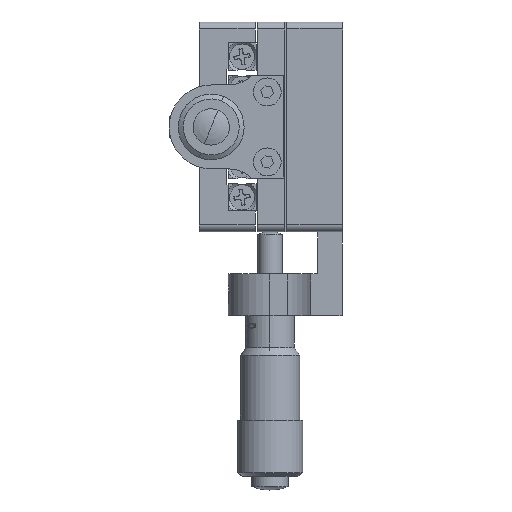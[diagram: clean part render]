
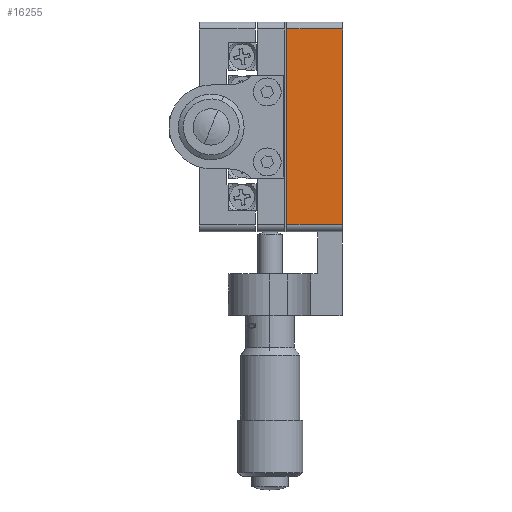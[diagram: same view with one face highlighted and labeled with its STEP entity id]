
A CAD part, left-side view. The second image highlights one B-rep face of the part: STEP entity #16255.
In plain terms, the highlighted planar face has unit normal (-1, 0, 0).
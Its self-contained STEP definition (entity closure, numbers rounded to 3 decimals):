
#593 = VECTOR ( 'NONE', #15606, 1000. ) ;
#858 = VECTOR ( 'NONE', #43826, 1000. ) ;
#1552 = EDGE_CURVE ( 'NONE', #35148, #11283, #24477, .T. ) ;
#4021 = ORIENTED_EDGE ( 'NONE', *, *, #10032, .T. ) ;
#8849 = AXIS2_PLACEMENT_3D ( 'NONE', #16235, #54604, #24834 ) ;
#9241 = CARTESIAN_POINT ( 'NONE',  ( -15., 8., 14. ) ) ;
#10032 = EDGE_CURVE ( 'NONE', #50151, #11283, #35887, .T. ) ;
#10759 = EDGE_LOOP ( 'NONE', ( #48895, #4021, #25793, #14290 ) ) ;
#11283 = VERTEX_POINT ( 'NONE', #30822 ) ;
#11999 = CARTESIAN_POINT ( 'NONE',  ( -15., 0., 15. ) ) ;
#12328 = CARTESIAN_POINT ( 'NONE',  ( -15., 0., -14. ) ) ;
#12641 = LINE ( 'NONE', #50387, #593 ) ;
#12849 = LINE ( 'NONE', #47604, #858 ) ;
#12985 = EDGE_CURVE ( 'NONE', #22891, #50151, #12849, .T. ) ;
#13122 = VECTOR ( 'NONE', #19626, 1000. ) ;
#14290 = ORIENTED_EDGE ( 'NONE', *, *, #15179, .T. ) ;
#15179 = EDGE_CURVE ( 'NONE', #35148, #22891, #12641, .T. ) ;
#15606 = DIRECTION ( 'NONE',  ( 0., 1., 0. ) ) ;
#16235 = CARTESIAN_POINT ( 'NONE',  ( -15., 8., 15. ) ) ;
#16255 = ADVANCED_FACE ( 'NONE', ( #35323 ), #50469, .F. ) ;
#19626 = DIRECTION ( 'NONE',  ( 0., 0., -1. ) ) ;
#22891 = VERTEX_POINT ( 'NONE', #9241 ) ;
#24477 = LINE ( 'NONE', #11999, #13122 ) ;
#24834 = DIRECTION ( 'NONE',  ( 0., 1., 0. ) ) ;
#25793 = ORIENTED_EDGE ( 'NONE', *, *, #1552, .F. ) ;
#29442 = CARTESIAN_POINT ( 'NONE',  ( -15., 0., 14. ) ) ;
#30822 = CARTESIAN_POINT ( 'NONE',  ( -15., 0., -14. ) ) ;
#35148 = VERTEX_POINT ( 'NONE', #29442 ) ;
#35323 = FACE_OUTER_BOUND ( 'NONE', #10759, .T. ) ;
#35887 = LINE ( 'NONE', #12328, #43925 ) ;
#43363 = CARTESIAN_POINT ( 'NONE',  ( -15., 8., -14. ) ) ;
#43826 = DIRECTION ( 'NONE',  ( 0., 0., -1. ) ) ;
#43925 = VECTOR ( 'NONE', #50271, 1000. ) ;
#47604 = CARTESIAN_POINT ( 'NONE',  ( -15., 8., 15. ) ) ;
#48895 = ORIENTED_EDGE ( 'NONE', *, *, #12985, .T. ) ;
#50151 = VERTEX_POINT ( 'NONE', #43363 ) ;
#50271 = DIRECTION ( 'NONE',  ( 0., -1., 0. ) ) ;
#50387 = CARTESIAN_POINT ( 'NONE',  ( -15., 8., 14. ) ) ;
#50469 = PLANE ( 'NONE',  #8849 ) ;
#54604 = DIRECTION ( 'NONE',  ( 1., 0., 0. ) ) ;
